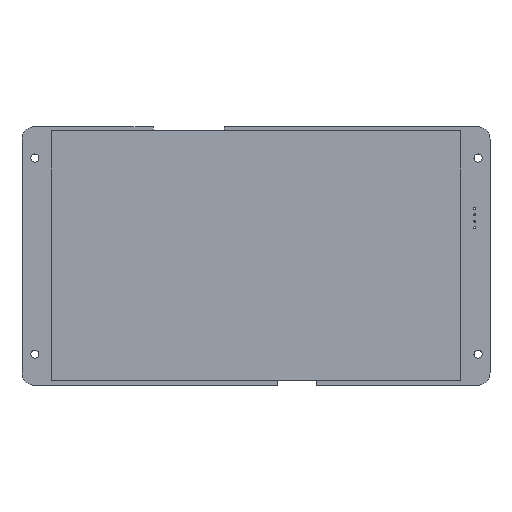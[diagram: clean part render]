
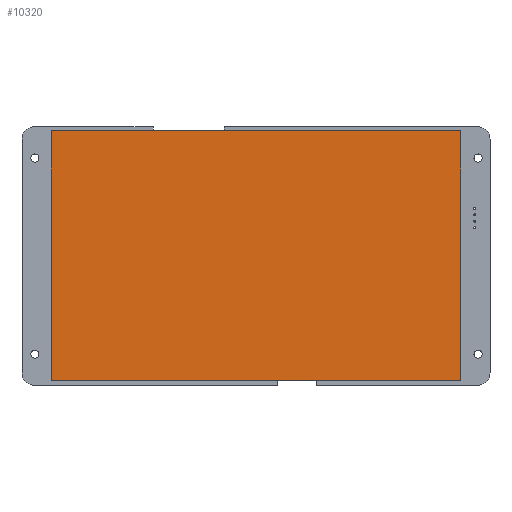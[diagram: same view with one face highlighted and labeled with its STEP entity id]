
A CAD part, front view. The second image highlights one B-rep face of the part: STEP entity #10320.
In plain terms, the highlighted planar face has unit normal (0, -1, 0).
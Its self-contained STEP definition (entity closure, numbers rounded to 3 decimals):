
#324=PLANE('',#11063);
#842=FACE_OUTER_BOUND('',#1426,.T.);
#1426=EDGE_LOOP('',(#7842,#7843,#7844,#7845));
#2201=LINE('',#15536,#3451);
#2205=LINE('',#15544,#3455);
#2208=LINE('',#15550,#3458);
#2211=LINE('',#15555,#3461);
#3451=VECTOR('',#12351,10.);
#3455=VECTOR('',#12357,10.);
#3458=VECTOR('',#12362,10.);
#3461=VECTOR('',#12367,10.);
#4764=VERTEX_POINT('',#15534);
#4765=VERTEX_POINT('',#15535);
#4768=VERTEX_POINT('',#15543);
#4770=VERTEX_POINT('',#15549);
#5865=EDGE_CURVE('',#4764,#4765,#2201,.T.);
#5869=EDGE_CURVE('',#4768,#4764,#2205,.T.);
#5872=EDGE_CURVE('',#4770,#4768,#2208,.T.);
#5875=EDGE_CURVE('',#4765,#4770,#2211,.T.);
#7842=ORIENTED_EDGE('',*,*,#5875,.F.);
#7843=ORIENTED_EDGE('',*,*,#5865,.F.);
#7844=ORIENTED_EDGE('',*,*,#5869,.F.);
#7845=ORIENTED_EDGE('',*,*,#5872,.F.);
#10320=ADVANCED_FACE('',(#842),#324,.F.);
#11063=AXIS2_PLACEMENT_3D('',#15558,#12371,#12372);
#12351=DIRECTION('',(1.,0.,0.));
#12357=DIRECTION('',(0.,0.,1.));
#12362=DIRECTION('',(-1.,0.,0.));
#12367=DIRECTION('',(0.,0.,-1.));
#12371=DIRECTION('center_axis',(0.,1.,0.));
#12372=DIRECTION('ref_axis',(0.,0.,1.));
#15534=CARTESIAN_POINT('',(0.,0.,0.));
#15535=CARTESIAN_POINT('',(166.6,0.,0.));
#15536=CARTESIAN_POINT('',(0.,0.,0.));
#15543=CARTESIAN_POINT('',(0.,0.,-101.6));
#15544=CARTESIAN_POINT('',(0.,0.,-101.6));
#15549=CARTESIAN_POINT('',(166.6,0.,-101.6));
#15550=CARTESIAN_POINT('',(166.6,0.,-101.6));
#15555=CARTESIAN_POINT('',(166.6,0.,0.));
#15558=CARTESIAN_POINT('Origin',(83.3,0.,-50.8));
